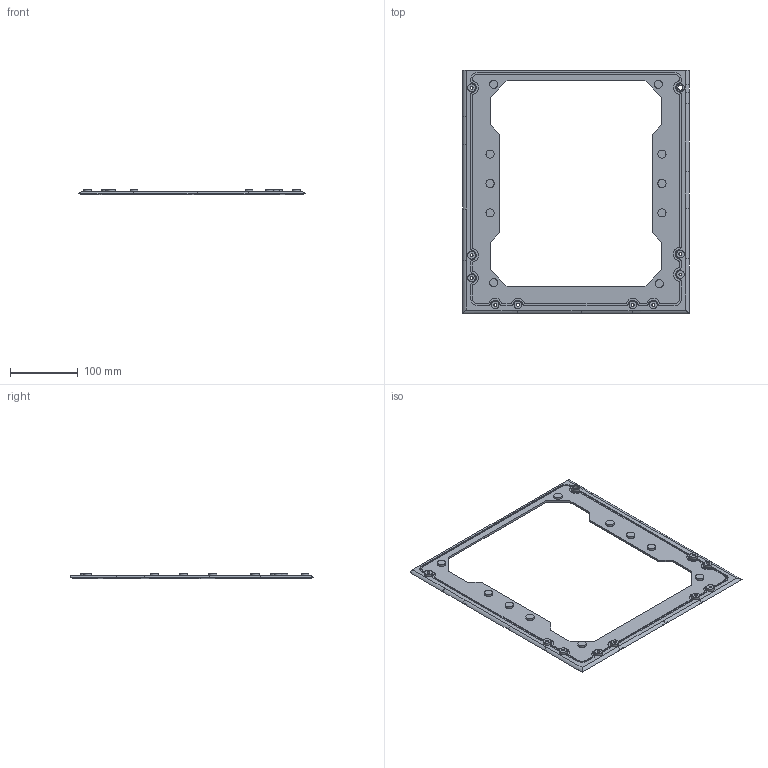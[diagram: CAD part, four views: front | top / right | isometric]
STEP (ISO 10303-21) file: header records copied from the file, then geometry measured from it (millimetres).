
FILE_DESCRIPTION(/* description */ (''),/* implementation_level */ '2;1');
FILE_NAME(/* name */ 'Left Side Panel.step',/* time_stamp */ '2022-05-26T10:02:44-07:00',/* author */ (''),/* organization */ (''),/* preprocessor_version */ 'ST-DEVELOPER v18.1',/* originating_system */ 'Autodesk Translation Framework v10.14.0.1471',/* authorisation */ '');
FILE_SCHEMA (('AUTOMOTIVE_DESIGN { 1 0 10303 214 3 1 1 }'));
Length unit declared in the file: millimetre
Products named in the file (1): Left Side Panel
Bounding box: 332.91 x 357.95 x 8.54 mm (x, y, z)
Volume: 153694.8 mm3; surface area: 109765 mm2
Topology: 1 solids, 1 shells, 399 faces, 845 edges, 468 vertices
Faces by surface type: plane 267, cylinder 123, cone 9
Full cylindrical faces by diameter (mm): 4.2 x9, 7.4 x10, 11.4 x10, 12 x10
Entity records: 10371 total; most frequent: DIRECTION 1841, CARTESIAN_POINT 1787, ORIENTED_EDGE 1690, EDGE_CURVE 845, AXIS2_PLACEMENT_3D 633, LINE 575, VECTOR 575, VERTEX_POINT 468
